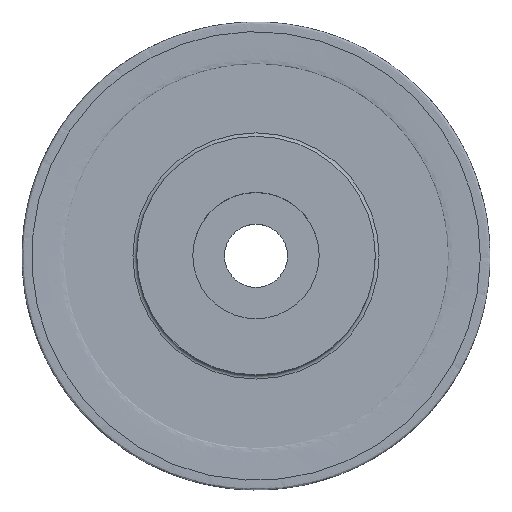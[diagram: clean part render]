
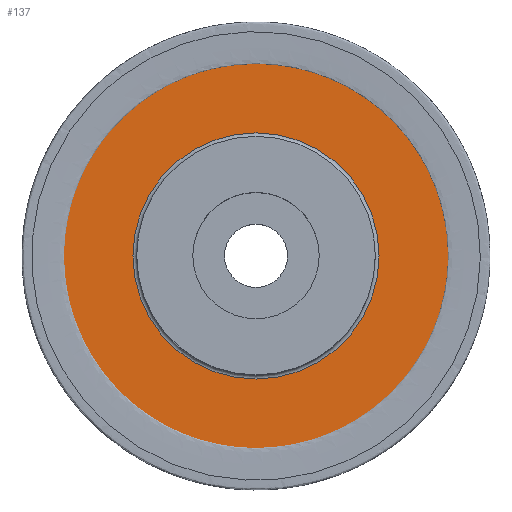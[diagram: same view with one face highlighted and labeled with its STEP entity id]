
A CAD part, top view. The second image highlights one B-rep face of the part: STEP entity #137.
In plain terms, the highlighted planar face has unit normal (0, 0, 1).
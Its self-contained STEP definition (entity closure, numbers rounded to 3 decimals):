
#137=ADVANCED_FACE('',(#169,#170),#148,.T.);
#148=PLANE('',#462);
#169=FACE_BOUND('',#203,.T.);
#170=FACE_BOUND('',#204,.T.);
#203=EDGE_LOOP('',(#237));
#204=EDGE_LOOP('',(#238));
#237=ORIENTED_EDGE('',*,*,#280,.T.);
#238=ORIENTED_EDGE('',*,*,#279,.T.);
#262=VERTEX_POINT('',#616);
#263=VERTEX_POINT('',#619);
#279=EDGE_CURVE('',#262,#262,#296,.T.);
#280=EDGE_CURVE('',#263,#263,#297,.T.);
#296=CIRCLE('',#459,26.3);
#297=CIRCLE('',#461,48.351);
#459=AXIS2_PLACEMENT_3D('',#615,#535,#536);
#461=AXIS2_PLACEMENT_3D('',#618,#539,#540);
#462=AXIS2_PLACEMENT_3D('',#620,#541,#542);
#535=DIRECTION('',(0.,0.,-1.));
#536=DIRECTION('',(1.,0.,0.));
#539=DIRECTION('',(0.,0.,1.));
#540=DIRECTION('',(1.,0.,0.));
#541=DIRECTION('',(0.,0.,1.));
#542=DIRECTION('',(1.,0.,0.));
#615=CARTESIAN_POINT('',(0.,0.,-44.4));
#616=CARTESIAN_POINT('',(26.3,0.,-44.4));
#618=CARTESIAN_POINT('',(0.,0.,-44.4));
#619=CARTESIAN_POINT('',(48.351,0.,-44.4));
#620=CARTESIAN_POINT('',(-48.41,0.,-44.4));
